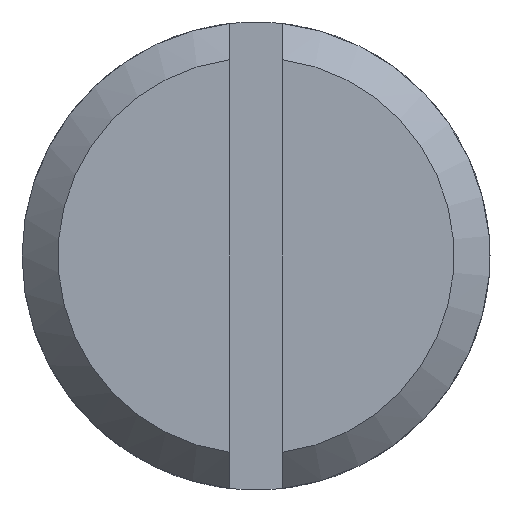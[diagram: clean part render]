
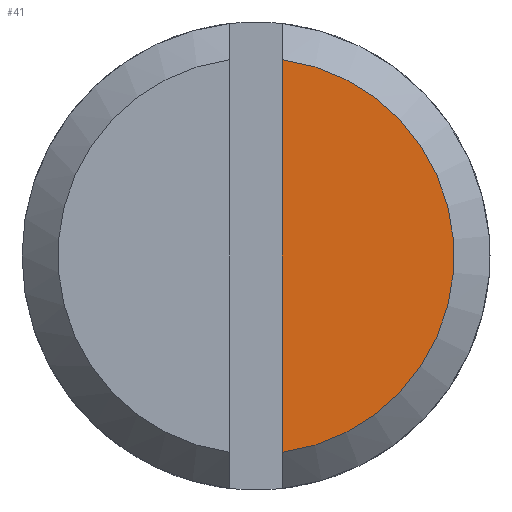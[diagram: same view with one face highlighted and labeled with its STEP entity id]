
A CAD part, left-side view. The second image highlights one B-rep face of the part: STEP entity #41.
In plain terms, the highlighted planar face has unit normal (-1, 0, 0).
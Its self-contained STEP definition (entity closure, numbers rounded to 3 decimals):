
#41 = ADVANCED_FACE( '', ( #87 ), #88, .F. );
#87 = FACE_OUTER_BOUND( '', #139, .T. );
#88 = PLANE( '', #140 );
#139 = EDGE_LOOP( '', ( #199, #200 ) );
#140 = AXIS2_PLACEMENT_3D( '', #201, #202, #203 );
#199 = ORIENTED_EDGE( '', *, *, #290, .F. );
#200 = ORIENTED_EDGE( '', *, *, #291, .F. );
#201 = CARTESIAN_POINT( '', ( 0., 0., 0. ) );
#202 = DIRECTION( '', ( 1., 0., 0. ) );
#203 = DIRECTION( '', ( 0., 1., 0. ) );
#290 = EDGE_CURVE( '', #336, #337, #338, .T. );
#291 = EDGE_CURVE( '', #337, #336, #339, .T. );
#336 = VERTEX_POINT( '', #395 );
#337 = VERTEX_POINT( '', #396 );
#338 = CIRCLE( '', #397, 6.773 );
#339 = LINE( '', #398, #399 );
#395 = CARTESIAN_POINT( '', ( 0., -0.9, 6.713 ) );
#396 = CARTESIAN_POINT( '', ( 0., -0.9, -6.713 ) );
#397 = AXIS2_PLACEMENT_3D( '', #460, #461, #462 );
#398 = CARTESIAN_POINT( '', ( 0., -0.9, -10.5 ) );
#399 = VECTOR( '', #463, 1000. );
#460 = CARTESIAN_POINT( '', ( 0., 0., 0. ) );
#461 = DIRECTION( '', ( 1., 0., 0. ) );
#462 = DIRECTION( '', ( 0., 1., 0. ) );
#463 = DIRECTION( '', ( 0., 0., 1. ) );
